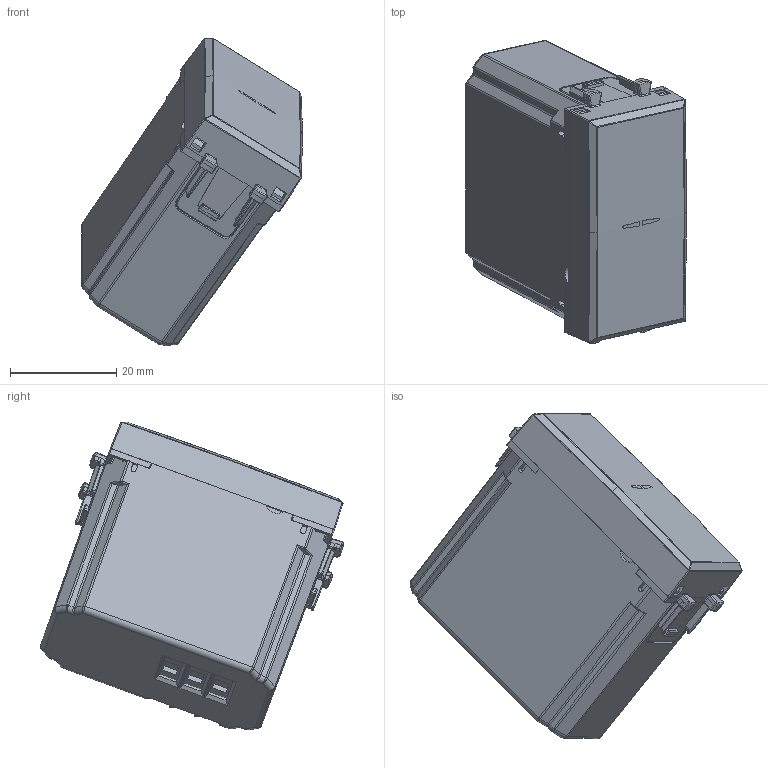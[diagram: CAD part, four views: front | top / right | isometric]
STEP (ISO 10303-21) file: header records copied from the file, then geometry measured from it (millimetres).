
FILE_DESCRIPTION(('CATIA V5 STEP Exchange'),'2;1');
FILE_NAME('442005S.stp','2024-02-22T09:24:46+00:00',('none'),('none'),'CATIA Version 5-6 Release 2016 SP6','CATIA V5 STEP AP203','none');
FILE_SCHEMA(('CONFIG_CONTROL_DESIGN'));
Products named in the file (1): 442005S
Assembly tree (4 placements, depth 2):
  442005S
    #57
    #12501
    #43833
    #45588
Bounding box: 41.55 x 57.17 x 58.06 mm (x, y, z)
Volume: 14971.2 mm3; surface area: 19856.8 mm2
Topology: 5 solids, 5 shells, 1086 faces, 2856 edges, 1737 vertices
Faces by surface type: plane 543, cylinder 344, bspline 105, cone 38, sphere 36, revolution 12, torus 8
Entity records: 47671 total; most frequent: CARTESIAN_POINT 24366, ORIENTED_EDGE 5584, DIRECTION 3407, EDGE_CURVE 2792, VERTEX_POINT 1732, VECTOR 1575, LINE 1575, EDGE_LOOP 1126
